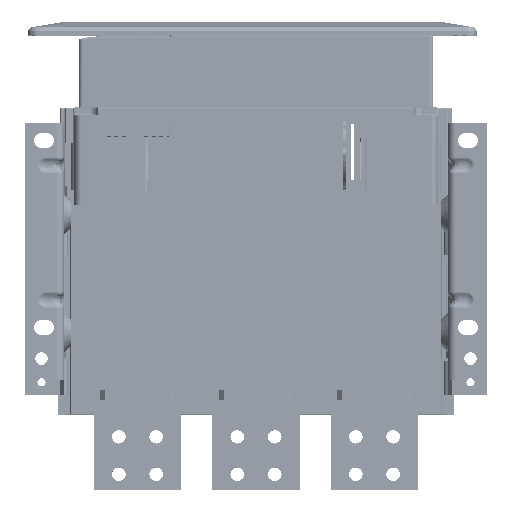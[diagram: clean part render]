
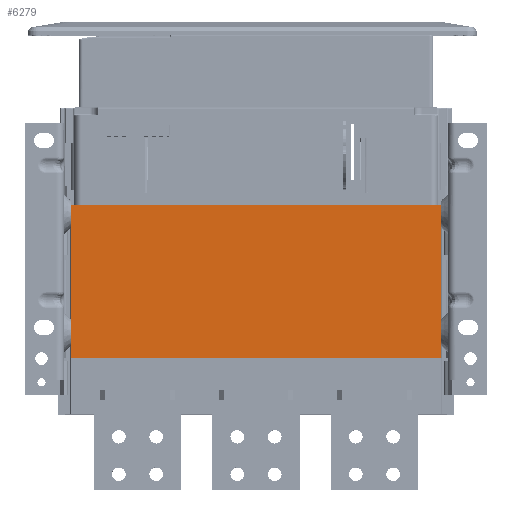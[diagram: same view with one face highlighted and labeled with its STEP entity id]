
A CAD part, top view. The second image highlights one B-rep face of the part: STEP entity #6279.
In plain terms, the highlighted planar face has unit normal (0, 0, 1).
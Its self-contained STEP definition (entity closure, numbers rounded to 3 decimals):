
#328=DIRECTION('',(-1.,0.,0.));
#329=VECTOR('',#328,296.);
#330=CARTESIAN_POINT('',(148.,123.,150.));
#331=LINE('',#330,#329);
#1375=DIRECTION('',(-1.,0.,0.));
#1376=VECTOR('',#1375,296.);
#1377=CARTESIAN_POINT('',(148.,0.,150.));
#1378=LINE('',#1377,#1376);
#1379=DIRECTION('',(0.,-1.,0.));
#1380=VECTOR('',#1379,123.);
#1381=CARTESIAN_POINT('',(148.,123.,150.));
#1382=LINE('',#1381,#1380);
#1401=DIRECTION('',(0.,-1.,0.));
#1402=VECTOR('',#1401,123.);
#1403=CARTESIAN_POINT('',(-148.,123.,150.));
#1404=LINE('',#1403,#1402);
#3325=CARTESIAN_POINT('',(148.,123.,150.));
#3326=VERTEX_POINT('',#3325);
#3327=CARTESIAN_POINT('',(-148.,123.,150.));
#3328=VERTEX_POINT('',#3327);
#3493=CARTESIAN_POINT('',(-148.,0.,150.));
#3494=VERTEX_POINT('',#3493);
#3495=CARTESIAN_POINT('',(148.,0.,150.));
#3496=VERTEX_POINT('',#3495);
#6267=CARTESIAN_POINT('',(-148.,0.,150.));
#6268=DIRECTION('',(0.,0.,1.));
#6269=DIRECTION('',(1.,0.,0.));
#6270=AXIS2_PLACEMENT_3D('',#6267,#6268,#6269);
#6271=PLANE('',#6270);
#6272=ORIENTED_EDGE('',*,*,#4600,.T.);
#6274=ORIENTED_EDGE('',*,*,#6273,.F.);
#6275=ORIENTED_EDGE('',*,*,#4350,.F.);
#6276=ORIENTED_EDGE('',*,*,#5694,.T.);
#6277=EDGE_LOOP('',(#6272,#6274,#6275,#6276));
#6278=FACE_OUTER_BOUND('',#6277,.F.);
#6279=ADVANCED_FACE('',(#6278),#6271,.T.);
#4350=EDGE_CURVE('',#3326,#3328,#331,.T.);
#4600=EDGE_CURVE('',#3496,#3494,#1378,.T.);
#5694=EDGE_CURVE('',#3326,#3496,#1382,.T.);
#6273=EDGE_CURVE('',#3328,#3494,#1404,.T.);
